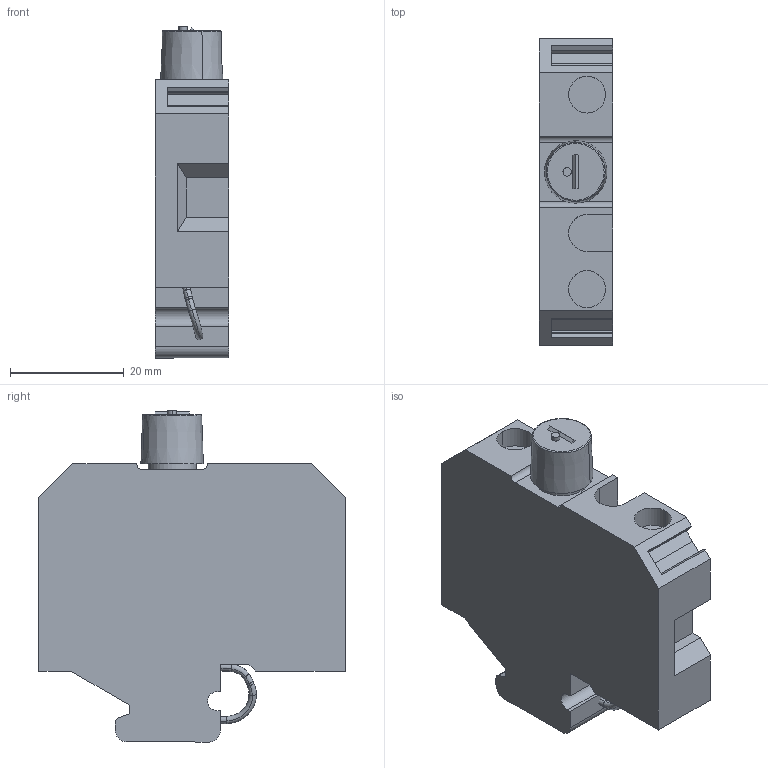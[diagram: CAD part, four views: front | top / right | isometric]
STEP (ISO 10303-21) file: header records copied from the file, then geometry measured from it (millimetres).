
FILE_DESCRIPTION(('CATIA V5R22 STEP214','CAx-IF Rec.Pracs.--- Model Styling and Organization---1.4--- 2014-01-23'),'2;1');
FILE_NAME ('001198-2_0', '2021-08-24T08:46:31+00:00', ('Weidmueller Interface'), ('Weidmueller'), 'CATIA Version 5-6 Release 2016 SP3 HF44', 'CATIA V5 STEP AP214', 'none');
FILE_SCHEMA(('AUTOMOTIVE_DESIGN { 1 0 10303 214 1 1 1 1 }'));
Length unit declared in the file: millimetre
Products named in the file (1): 0211120000
Bounding box: 12.9 x 54 x 58.5 mm (x, y, z)
Volume: 26514.7 mm3; surface area: 8823 mm2
Topology: 3 solids, 5 shells, 144 faces, 359 edges, 231 vertices
Faces by surface type: plane 86, cylinder 38, torus 18, cone 2
Entity records: 4166 total; most frequent: CARTESIAN_POINT 816, ORIENTED_EDGE 718, DIRECTION 589, EDGE_CURVE 359, VECTOR 236, LINE 236, VERTEX_POINT 231, AXIS2_PLACEMENT_3D 227
